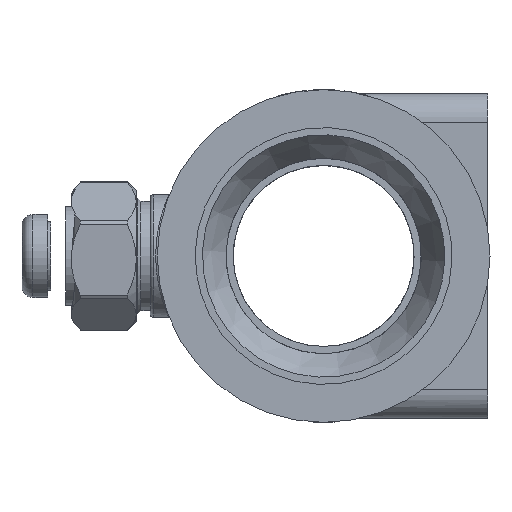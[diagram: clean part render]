
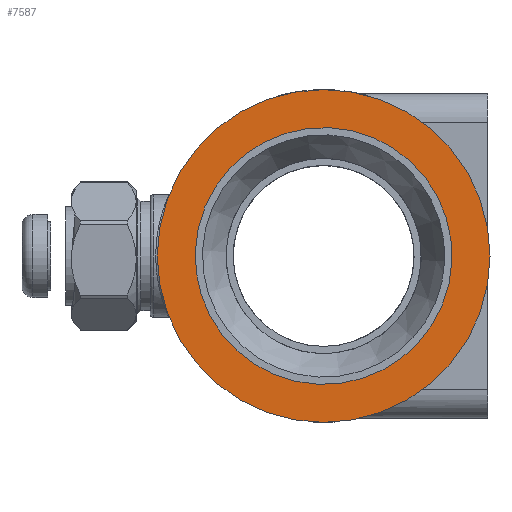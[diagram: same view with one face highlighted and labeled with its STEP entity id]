
A CAD part, left-side view. The second image highlights one B-rep face of the part: STEP entity #7587.
In plain terms, the highlighted planar face has unit normal (-1, 0, 0).
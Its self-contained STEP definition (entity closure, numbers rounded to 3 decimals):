
#758=FACE_BOUND('',#1322,.T.);
#797=PLANE('',#8061);
#898=FACE_OUTER_BOUND('',#1321,.T.);
#1321=EDGE_LOOP('',(#4849,#4850));
#1322=EDGE_LOOP('',(#4851,#4852,#4853,#4854,#4855,#4856,#4857,#4858,#4859,
#4860,#4861,#4862));
#1775=LINE('',#10086,#2186);
#1776=LINE('',#10090,#2187);
#1777=LINE('',#10094,#2188);
#1778=LINE('',#10098,#2189);
#1779=LINE('',#10101,#2190);
#1780=LINE('',#10102,#2191);
#2186=VECTOR('',#8641,1000.);
#2187=VECTOR('',#8644,1000.);
#2188=VECTOR('',#8647,1000.);
#2189=VECTOR('',#8650,1000.);
#2190=VECTOR('',#8653,1000.);
#2191=VECTOR('',#8654,1000.);
#2615=CIRCLE('',#8057,34.);
#2616=CIRCLE('',#8059,46.);
#2617=CIRCLE('',#8060,46.);
#2618=CIRCLE('',#8062,34.);
#2619=CIRCLE('',#8063,34.);
#2620=CIRCLE('',#8064,34.);
#2621=CIRCLE('',#8065,34.);
#2622=CIRCLE('',#8066,34.);
#2884=VERTEX_POINT('',#10070);
#2885=VERTEX_POINT('',#10072);
#2886=VERTEX_POINT('',#10076);
#2887=VERTEX_POINT('',#10077);
#2888=VERTEX_POINT('',#10082);
#2889=VERTEX_POINT('',#10083);
#2890=VERTEX_POINT('',#10085);
#2891=VERTEX_POINT('',#10087);
#2892=VERTEX_POINT('',#10089);
#2893=VERTEX_POINT('',#10091);
#2894=VERTEX_POINT('',#10093);
#2895=VERTEX_POINT('',#10095);
#2896=VERTEX_POINT('',#10097);
#2897=VERTEX_POINT('',#10099);
#3667=EDGE_CURVE('',#2884,#2885,#2615,.T.);
#3669=EDGE_CURVE('',#2886,#2887,#2616,.T.);
#3670=EDGE_CURVE('',#2887,#2886,#2617,.T.);
#3672=EDGE_CURVE('',#2888,#2889,#2618,.T.);
#3673=EDGE_CURVE('',#2890,#2888,#1775,.T.);
#3674=EDGE_CURVE('',#2891,#2890,#2619,.T.);
#3675=EDGE_CURVE('',#2892,#2891,#1776,.T.);
#3676=EDGE_CURVE('',#2893,#2892,#2620,.T.);
#3677=EDGE_CURVE('',#2894,#2893,#1777,.T.);
#3678=EDGE_CURVE('',#2895,#2894,#2621,.T.);
#3679=EDGE_CURVE('',#2896,#2895,#1778,.T.);
#3680=EDGE_CURVE('',#2897,#2896,#2622,.T.);
#3681=EDGE_CURVE('',#2885,#2897,#1779,.T.);
#3682=EDGE_CURVE('',#2889,#2884,#1780,.T.);
#4849=ORIENTED_EDGE('',*,*,#3669,.T.);
#4850=ORIENTED_EDGE('',*,*,#3670,.T.);
#4851=ORIENTED_EDGE('',*,*,#3672,.F.);
#4852=ORIENTED_EDGE('',*,*,#3673,.F.);
#4853=ORIENTED_EDGE('',*,*,#3674,.F.);
#4854=ORIENTED_EDGE('',*,*,#3675,.F.);
#4855=ORIENTED_EDGE('',*,*,#3676,.F.);
#4856=ORIENTED_EDGE('',*,*,#3677,.F.);
#4857=ORIENTED_EDGE('',*,*,#3678,.F.);
#4858=ORIENTED_EDGE('',*,*,#3679,.F.);
#4859=ORIENTED_EDGE('',*,*,#3680,.F.);
#4860=ORIENTED_EDGE('',*,*,#3681,.F.);
#4861=ORIENTED_EDGE('',*,*,#3667,.F.);
#4862=ORIENTED_EDGE('',*,*,#3682,.F.);
#7587=ADVANCED_FACE('',(#898,#758),#797,.F.);
#8057=AXIS2_PLACEMENT_3D('',#10073,#8627,#8628);
#8059=AXIS2_PLACEMENT_3D('',#10078,#8632,#8633);
#8060=AXIS2_PLACEMENT_3D('',#10079,#8634,#8635);
#8061=AXIS2_PLACEMENT_3D('',#10081,#8637,#8638);
#8062=AXIS2_PLACEMENT_3D('',#10084,#8639,#8640);
#8063=AXIS2_PLACEMENT_3D('',#10088,#8642,#8643);
#8064=AXIS2_PLACEMENT_3D('',#10092,#8645,#8646);
#8065=AXIS2_PLACEMENT_3D('',#10096,#8648,#8649);
#8066=AXIS2_PLACEMENT_3D('',#10100,#8651,#8652);
#8627=DIRECTION('center_axis',(-1.,0.,0.));
#8628=DIRECTION('ref_axis',(0.,0.,1.));
#8632=DIRECTION('center_axis',(-1.,0.,0.));
#8633=DIRECTION('ref_axis',(0.,0.,1.));
#8634=DIRECTION('center_axis',(-1.,0.,0.));
#8635=DIRECTION('ref_axis',(0.,0.,1.));
#8637=DIRECTION('center_axis',(1.,0.,0.));
#8638=DIRECTION('ref_axis',(0.,0.,-1.));
#8639=DIRECTION('center_axis',(-1.,0.,0.));
#8640=DIRECTION('ref_axis',(0.,0.,1.));
#8641=DIRECTION('',(0.,0.,-1.));
#8642=DIRECTION('center_axis',(-1.,0.,0.));
#8643=DIRECTION('ref_axis',(0.,0.,1.));
#8644=DIRECTION('',(0.,0.866,-0.5));
#8645=DIRECTION('center_axis',(-1.,0.,0.));
#8646=DIRECTION('ref_axis',(0.,0.,1.));
#8647=DIRECTION('',(0.,0.866,0.5));
#8648=DIRECTION('center_axis',(-1.,0.,0.));
#8649=DIRECTION('ref_axis',(0.,0.,1.));
#8650=DIRECTION('',(0.,0.,1.));
#8651=DIRECTION('center_axis',(-1.,0.,0.));
#8652=DIRECTION('ref_axis',(0.,0.,1.));
#8653=DIRECTION('',(0.,-0.866,0.5));
#8654=DIRECTION('',(0.,-0.866,-0.5));
#10070=CARTESIAN_POINT('',(26.862,62.8,32.16));
#10072=CARTESIAN_POINT('',(26.862,50.699,32.16));
#10073=CARTESIAN_POINT('Origin',(26.862,56.749,65.618));
#10076=CARTESIAN_POINT('',(26.862,56.749,111.618));
#10077=CARTESIAN_POINT('',(26.862,56.749,19.618));
#10078=CARTESIAN_POINT('Origin',(26.862,56.749,65.618));
#10079=CARTESIAN_POINT('Origin',(26.862,56.749,65.618));
#10081=CARTESIAN_POINT('Origin',(26.862,56.749,65.618));
#10082=CARTESIAN_POINT('',(26.862,88.749,54.128));
#10083=CARTESIAN_POINT('',(26.862,82.699,43.649));
#10084=CARTESIAN_POINT('Origin',(26.862,56.749,65.618));
#10085=CARTESIAN_POINT('',(26.862,88.749,77.107));
#10086=CARTESIAN_POINT('',(26.862,88.749,77.107));
#10087=CARTESIAN_POINT('',(26.862,82.699,87.586));
#10088=CARTESIAN_POINT('Origin',(26.862,56.749,65.618));
#10089=CARTESIAN_POINT('',(26.862,62.8,99.075));
#10090=CARTESIAN_POINT('',(26.862,62.8,99.075));
#10091=CARTESIAN_POINT('',(26.862,50.699,99.075));
#10092=CARTESIAN_POINT('Origin',(26.862,56.749,65.618));
#10093=CARTESIAN_POINT('',(26.862,30.8,87.586));
#10094=CARTESIAN_POINT('',(26.862,30.8,87.586));
#10095=CARTESIAN_POINT('',(26.862,24.749,77.107));
#10096=CARTESIAN_POINT('Origin',(26.862,56.749,65.618));
#10097=CARTESIAN_POINT('',(26.862,24.749,54.128));
#10098=CARTESIAN_POINT('',(26.862,24.749,54.128));
#10099=CARTESIAN_POINT('',(26.862,30.8,43.649));
#10100=CARTESIAN_POINT('Origin',(26.862,56.749,65.618));
#10101=CARTESIAN_POINT('',(26.862,50.699,32.16));
#10102=CARTESIAN_POINT('',(26.862,82.699,43.649));
